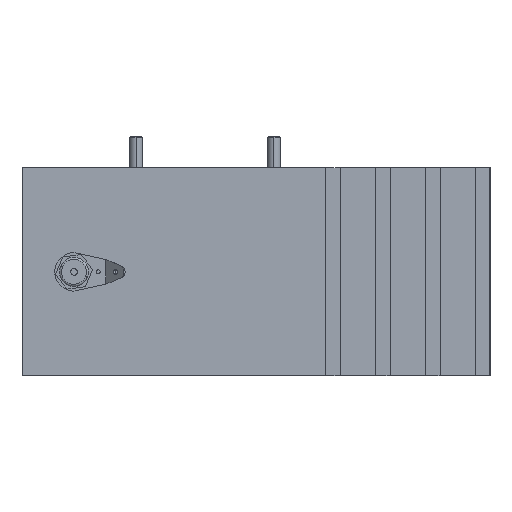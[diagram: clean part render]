
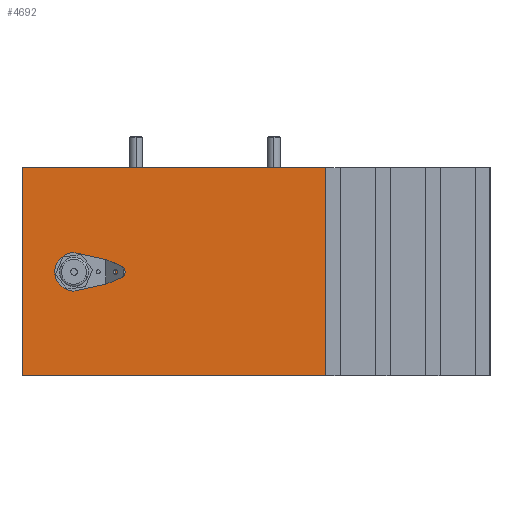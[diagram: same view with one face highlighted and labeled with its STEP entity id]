
A CAD part, left-side view. The second image highlights one B-rep face of the part: STEP entity #4692.
In plain terms, the highlighted planar face has unit normal (-1, 0, 0).
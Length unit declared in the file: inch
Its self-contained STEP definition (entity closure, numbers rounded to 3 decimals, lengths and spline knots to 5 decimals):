
#3 = CARTESIAN_POINT ( 'NONE',  ( -0.6, -0.73, 0.5 ) ) ;
#14 = DIRECTION ( 'NONE',  ( 0., -1., 0. ) ) ;
#69 = CARTESIAN_POINT ( 'NONE',  ( -0.6, 0.73, -0.5 ) ) ;
#80 = CARTESIAN_POINT ( 'NONE',  ( -0.6, 0.36389, -0.01 ) ) ;
#128 = ORIENTED_EDGE ( 'NONE', *, *, #12181, .F. ) ;
#273 = EDGE_LOOP ( 'NONE', ( #8084, #13497, #11219, #8000 ) ) ;
#474 = CARTESIAN_POINT ( 'NONE',  ( -0.6, 0.73, 0.5 ) ) ;
#668 = EDGE_CURVE ( 'NONE', #4358, #989, #10541, .T. ) ;
#753 = FACE_OUTER_BOUND ( 'NONE', #273, .T. ) ;
#786 = CARTESIAN_POINT ( 'NONE',  ( -0.6, 0.73, 0.5 ) ) ;
#989 = VERTEX_POINT ( 'NONE', #13541 ) ;
#1007 = CARTESIAN_POINT ( 'NONE',  ( -0.6, -0.73, 0.5 ) ) ;
#1362 = VERTEX_POINT ( 'NONE', #69 ) ;
#1935 = DIRECTION ( 'NONE',  ( 0., 0., 1. ) ) ;
#2173 = ORIENTED_EDGE ( 'NONE', *, *, #7476, .F. ) ;
#2534 = EDGE_CURVE ( 'NONE', #1362, #10116, #3282, .T. ) ;
#2802 = VERTEX_POINT ( 'NONE', #786 ) ;
#3081 = AXIS2_PLACEMENT_3D ( 'NONE', #12408, #7440, #1935 ) ;
#3121 = EDGE_CURVE ( 'NONE', #2802, #12673, #11681, .T. ) ;
#3282 = LINE ( 'NONE', #5269, #4742 ) ;
#3417 = EDGE_LOOP ( 'NONE', ( #10692, #7465 ) ) ;
#3595 = LINE ( 'NONE', #474, #4839 ) ;
#3906 = DIRECTION ( 'NONE',  ( 0., 0., 1. ) ) ;
#4083 = DIRECTION ( 'NONE',  ( 1., 0., 0. ) ) ;
#4358 = VERTEX_POINT ( 'NONE', #4991 ) ;
#4389 = AXIS2_PLACEMENT_3D ( 'NONE', #7224, #11393, #3906 ) ;
#4692 = ADVANCED_FACE ( 'NONE', ( #8619, #13659, #753 ), #10660, .F. ) ;
#4696 = AXIS2_PLACEMENT_3D ( 'NONE', #12840, #7517, #6316 ) ;
#4742 = VECTOR ( 'NONE', #7599, 39.37008 ) ;
#4777 = VECTOR ( 'NONE', #10437, 39.37008 ) ;
#4839 = VECTOR ( 'NONE', #10034, 39.37008 ) ;
#4991 = CARTESIAN_POINT ( 'NONE',  ( -0.6, 0.48, -0.01 ) ) ;
#5091 = EDGE_CURVE ( 'NONE', #12673, #10116, #9367, .T. ) ;
#5098 = CARTESIAN_POINT ( 'NONE',  ( -0.6, -0.73, -0.5 ) ) ;
#5269 = CARTESIAN_POINT ( 'NONE',  ( -0.6, -0.73, -0.5 ) ) ;
#5359 = CARTESIAN_POINT ( 'NONE',  ( -0.6, 0.48, 0. ) ) ;
#6316 = DIRECTION ( 'NONE',  ( 0., 0., 1. ) ) ;
#6408 = CIRCLE ( 'NONE', #4389, 0.01 ) ;
#6509 = AXIS2_PLACEMENT_3D ( 'NONE', #5359, #11797, #13883 ) ;
#7224 = CARTESIAN_POINT ( 'NONE',  ( -0.6, 0.36389, 0. ) ) ;
#7305 = CARTESIAN_POINT ( 'NONE',  ( -0.6, 0.36389, 0.01 ) ) ;
#7440 = DIRECTION ( 'NONE',  ( -1., 0., 0. ) ) ;
#7465 = ORIENTED_EDGE ( 'NONE', *, *, #668, .F. ) ;
#7476 = EDGE_CURVE ( 'NONE', #13550, #14038, #6408, .T. ) ;
#7517 = DIRECTION ( 'NONE',  ( -1., 0., 0. ) ) ;
#7599 = DIRECTION ( 'NONE',  ( 0., -1., 0. ) ) ;
#8000 = ORIENTED_EDGE ( 'NONE', *, *, #10447, .T. ) ;
#8084 = ORIENTED_EDGE ( 'NONE', *, *, #2534, .T. ) ;
#8180 = CARTESIAN_POINT ( 'NONE',  ( -0.6, -0.73, 0.5 ) ) ;
#8397 = DIRECTION ( 'NONE',  ( 0., 0., -1. ) ) ;
#8465 = EDGE_LOOP ( 'NONE', ( #2173, #128 ) ) ;
#8619 = FACE_BOUND ( 'NONE', #3417, .T. ) ;
#9367 = LINE ( 'NONE', #12643, #4777 ) ;
#10034 = DIRECTION ( 'NONE',  ( 0., 0., -1. ) ) ;
#10112 = CIRCLE ( 'NONE', #4696, 0.01 ) ;
#10116 = VERTEX_POINT ( 'NONE', #5098 ) ;
#10344 = CIRCLE ( 'NONE', #6509, 0.01 ) ;
#10437 = DIRECTION ( 'NONE',  ( 0., 0., -1. ) ) ;
#10447 = EDGE_CURVE ( 'NONE', #2802, #1362, #3595, .T. ) ;
#10541 = CIRCLE ( 'NONE', #3081, 0.01 ) ;
#10660 = PLANE ( 'NONE',  #11778 ) ;
#10692 = ORIENTED_EDGE ( 'NONE', *, *, #11895, .F. ) ;
#11219 = ORIENTED_EDGE ( 'NONE', *, *, #3121, .F. ) ;
#11393 = DIRECTION ( 'NONE',  ( -1., 0., 0. ) ) ;
#11522 = VECTOR ( 'NONE', #14, 39.37008 ) ;
#11681 = LINE ( 'NONE', #1007, #11522 ) ;
#11778 = AXIS2_PLACEMENT_3D ( 'NONE', #8180, #4083, #8397 ) ;
#11797 = DIRECTION ( 'NONE',  ( -1., 0., 0. ) ) ;
#11895 = EDGE_CURVE ( 'NONE', #989, #4358, #10344, .T. ) ;
#12181 = EDGE_CURVE ( 'NONE', #14038, #13550, #10112, .T. ) ;
#12408 = CARTESIAN_POINT ( 'NONE',  ( -0.6, 0.48, 0. ) ) ;
#12643 = CARTESIAN_POINT ( 'NONE',  ( -0.6, -0.73, 0.5 ) ) ;
#12673 = VERTEX_POINT ( 'NONE', #3 ) ;
#12840 = CARTESIAN_POINT ( 'NONE',  ( -0.6, 0.36389, 0. ) ) ;
#13497 = ORIENTED_EDGE ( 'NONE', *, *, #5091, .F. ) ;
#13541 = CARTESIAN_POINT ( 'NONE',  ( -0.6, 0.48, 0.01 ) ) ;
#13550 = VERTEX_POINT ( 'NONE', #7305 ) ;
#13659 = FACE_BOUND ( 'NONE', #8465, .T. ) ;
#13883 = DIRECTION ( 'NONE',  ( 0., 0., 1. ) ) ;
#14038 = VERTEX_POINT ( 'NONE', #80 ) ;
